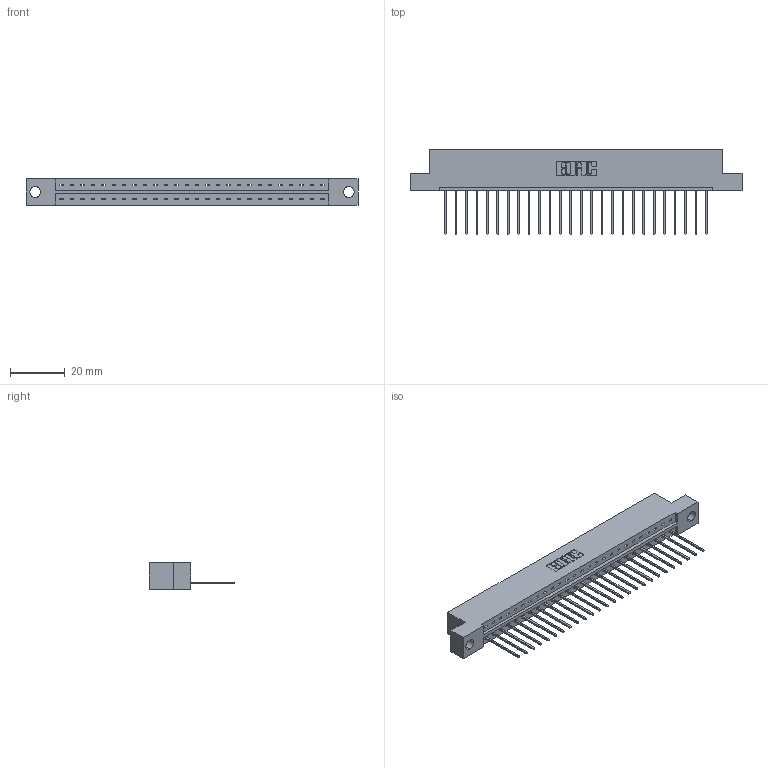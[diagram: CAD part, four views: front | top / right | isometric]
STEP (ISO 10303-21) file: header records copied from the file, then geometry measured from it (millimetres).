
FILE_DESCRIPTION (( 'STEP AP203' ), '1' );
FILE_NAME ('379-026-542-104.STEP', '2020-02-26T15:52:46', ( '' ), ( '' ), 'SwSTEP 2.0', 'SolidWorks 2016', '' );
FILE_SCHEMA (( 'CONFIG_CONTROL_DESIGN' ));
Length unit declared in the file: inch
Products named in the file (3): 379 Part_Flush - .156 Dia - TH; 345-292-001_345-293-142; 379-026-542-104
Assembly tree (27 placements, depth 2):
  379-026-542-104
    379 Part_Flush - .156 Dia - TH
    345-292-001_345-293-142  x26
Bounding box: 121.28 x 31.29 x 9.53 mm (x, y, z)
Volume: 12521.6 mm3; surface area: 12908 mm2
Topology: 27 solids, 27 shells, 1622 faces, 4887 edges, 3222 vertices
Faces by surface type: plane 1162, cylinder 460
Entity records: 17985 total; most frequent: CARTESIAN_POINT 3112, ORIENTED_EDGE 3074, DIRECTION 2657, EDGE_CURVE 1537, VECTOR 1409, LINE 1409, VERTEX_POINT 1022, AXIS2_PLACEMENT_3D 624
